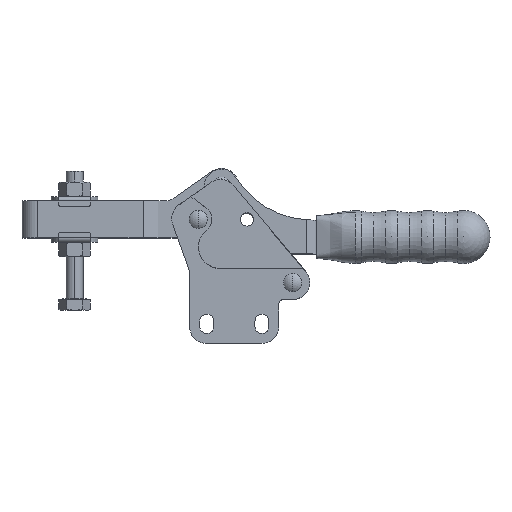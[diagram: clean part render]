
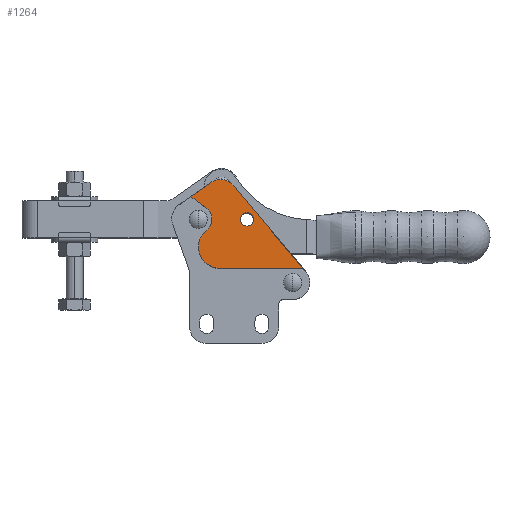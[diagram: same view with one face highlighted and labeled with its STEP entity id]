
A CAD part, top view. The second image highlights one B-rep face of the part: STEP entity #1264.
In plain terms, the highlighted planar face has unit normal (0, 0, 1).
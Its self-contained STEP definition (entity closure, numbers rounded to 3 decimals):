
#465 = EDGE_CURVE ( 'NONE', #6335, #3820, #4126, .T. ) ;
#580 = CARTESIAN_POINT ( 'NONE',  ( 9.912, 75.754, 12. ) ) ;
#635 = CARTESIAN_POINT ( 'NONE',  ( 53.323, 35.397, 12. ) ) ;
#662 = ORIENTED_EDGE ( 'NONE', *, *, #8188, .T. ) ;
#730 = EDGE_CURVE ( 'NONE', #7514, #2317, #8360, .T. ) ;
#1084 = VECTOR ( 'NONE', #4993, 1000. ) ;
#1264 = ADVANCED_FACE ( 'NONE', ( #8005, #13581 ), #7699, .T. ) ;
#1712 = AXIS2_PLACEMENT_3D ( 'NONE', #13583, #13337, #2771 ) ;
#1831 = AXIS2_PLACEMENT_3D ( 'NONE', #4842, #12144, #5892 ) ;
#1909 = AXIS2_PLACEMENT_3D ( 'NONE', #4388, #11686, #5477 ) ;
#1935 = LINE ( 'NONE', #3455, #4384 ) ;
#2066 = AXIS2_PLACEMENT_3D ( 'NONE', #10569, #4233, #12403 ) ;
#2079 = EDGE_CURVE ( 'NONE', #2317, #13400, #13384, .T. ) ;
#2317 = VERTEX_POINT ( 'NONE', #11675 ) ;
#2771 = DIRECTION ( 'NONE',  ( 1., 0., 0. ) ) ;
#2809 = VECTOR ( 'NONE', #4924, 1000. ) ;
#2949 = EDGE_CURVE ( 'NONE', #4533, #7514, #4192, .T. ) ;
#2989 = VERTEX_POINT ( 'NONE', #4908 ) ;
#3141 = AXIS2_PLACEMENT_3D ( 'NONE', #13542, #11086, #4392 ) ;
#3238 = VERTEX_POINT ( 'NONE', #7230 ) ;
#3298 = EDGE_LOOP ( 'NONE', ( #3780, #6384 ) ) ;
#3455 = CARTESIAN_POINT ( 'NONE',  ( 7.917, 63.637, 12. ) ) ;
#3780 = ORIENTED_EDGE ( 'NONE', *, *, #13461, .F. ) ;
#3820 = VERTEX_POINT ( 'NONE', #10857 ) ;
#3927 = ORIENTED_EDGE ( 'NONE', *, *, #13537, .T. ) ;
#4126 = CIRCLE ( 'NONE', #1712, 6.5 ) ;
#4161 = DIRECTION ( 'NONE',  ( 0., 0., 1. ) ) ;
#4192 = LINE ( 'NONE', #635, #12181 ) ;
#4233 = DIRECTION ( 'NONE',  ( 0., 0., 1. ) ) ;
#4384 = VECTOR ( 'NONE', #6625, 1000. ) ;
#4388 = CARTESIAN_POINT ( 'NONE',  ( 14.101, 45.4, 12. ) ) ;
#4392 = DIRECTION ( 'NONE',  ( 1., 0., 0. ) ) ;
#4406 = AXIS2_PLACEMENT_3D ( 'NONE', #10406, #4161, #11453 ) ;
#4533 = VERTEX_POINT ( 'NONE', #7405 ) ;
#4539 = ORIENTED_EDGE ( 'NONE', *, *, #6969, .T. ) ;
#4574 = ORIENTED_EDGE ( 'NONE', *, *, #465, .T. ) ;
#4648 = CIRCLE ( 'NONE', #4406, 3.15 ) ;
#4681 = EDGE_LOOP ( 'NONE', ( #9896, #3927, #662, #4574, #4539, #11650, #5586, #9959 ) ) ;
#4842 = CARTESIAN_POINT ( 'NONE',  ( 14.101, 45.4, 12. ) ) ;
#4898 = DIRECTION ( 'NONE',  ( 0., 0., 1. ) ) ;
#4908 = CARTESIAN_POINT ( 'NONE',  ( 30.15, 58.45, 12. ) ) ;
#4924 = DIRECTION ( 'NONE',  ( -0.643, 0.766, 0. ) ) ;
#4993 = DIRECTION ( 'NONE',  ( -0.819, -0.573, 0. ) ) ;
#5477 = DIRECTION ( 'NONE',  ( 1., 0., 0. ) ) ;
#5586 = ORIENTED_EDGE ( 'NONE', *, *, #2949, .T. ) ;
#5764 = CARTESIAN_POINT ( 'NONE',  ( 0.55, 69.2, 12. ) ) ;
#5892 = DIRECTION ( 'NONE',  ( 1., 0., 0. ) ) ;
#6335 = VERTEX_POINT ( 'NONE', #9786 ) ;
#6384 = ORIENTED_EDGE ( 'NONE', *, *, #10451, .F. ) ;
#6625 = DIRECTION ( 'NONE',  ( 0.798, -0.603, 0. ) ) ;
#6795 = CARTESIAN_POINT ( 'NONE',  ( 53.323, 35.397, 12. ) ) ;
#6954 = LINE ( 'NONE', #7087, #1084 ) ;
#6969 = EDGE_CURVE ( 'NONE', #3820, #11600, #12780, .T. ) ;
#7087 = CARTESIAN_POINT ( 'NONE',  ( 0.55, 69.2, 12. ) ) ;
#7230 = CARTESIAN_POINT ( 'NONE',  ( 23.85, 58.45, 12. ) ) ;
#7405 = CARTESIAN_POINT ( 'NONE',  ( 14.101, 35.397, 12. ) ) ;
#7514 = VERTEX_POINT ( 'NONE', #6795 ) ;
#7699 = PLANE ( 'NONE',  #2066 ) ;
#7863 = CIRCLE ( 'NONE', #1909, 10.003 ) ;
#7970 = AXIS2_PLACEMENT_3D ( 'NONE', #11150, #4898, #12197 ) ;
#8005 = FACE_BOUND ( 'NONE', #3298, .T. ) ;
#8188 = EDGE_CURVE ( 'NONE', #9484, #6335, #1935, .T. ) ;
#8261 = CIRCLE ( 'NONE', #7970, 3.15 ) ;
#8297 = DIRECTION ( 'NONE',  ( 1., 0., 0. ) ) ;
#8360 = LINE ( 'NONE', #9470, #2809 ) ;
#9312 = CARTESIAN_POINT ( 'NONE',  ( 4.099, 45.4, 12. ) ) ;
#9470 = CARTESIAN_POINT ( 'NONE',  ( 20.627, 74.344, 12. ) ) ;
#9484 = VERTEX_POINT ( 'NONE', #5764 ) ;
#9786 = CARTESIAN_POINT ( 'NONE',  ( 7.917, 63.637, 12. ) ) ;
#9896 = ORIENTED_EDGE ( 'NONE', *, *, #2079, .T. ) ;
#9959 = ORIENTED_EDGE ( 'NONE', *, *, #730, .T. ) ;
#10406 = CARTESIAN_POINT ( 'NONE',  ( 27., 58.45, 12. ) ) ;
#10451 = EDGE_CURVE ( 'NONE', #3238, #2989, #4648, .T. ) ;
#10569 = CARTESIAN_POINT ( 'NONE',  ( 14.5, 69.2, 12. ) ) ;
#10857 = CARTESIAN_POINT ( 'NONE',  ( 7.979, 53.31, 12. ) ) ;
#11086 = DIRECTION ( 'NONE',  ( 0., 0., 1. ) ) ;
#11150 = CARTESIAN_POINT ( 'NONE',  ( 27., 58.45, 12. ) ) ;
#11453 = DIRECTION ( 'NONE',  ( 1., 0., 0. ) ) ;
#11600 = VERTEX_POINT ( 'NONE', #9312 ) ;
#11650 = ORIENTED_EDGE ( 'NONE', *, *, #11725, .T. ) ;
#11675 = CARTESIAN_POINT ( 'NONE',  ( 20.627, 74.344, 12. ) ) ;
#11686 = DIRECTION ( 'NONE',  ( 0., 0., 1. ) ) ;
#11725 = EDGE_CURVE ( 'NONE', #11600, #4533, #7863, .T. ) ;
#12144 = DIRECTION ( 'NONE',  ( 0., 0., 1. ) ) ;
#12181 = VECTOR ( 'NONE', #8297, 1000. ) ;
#12197 = DIRECTION ( 'NONE',  ( 1., 0., 0. ) ) ;
#12403 = DIRECTION ( 'NONE',  ( 1., 0., 0. ) ) ;
#12780 = CIRCLE ( 'NONE', #1831, 10.003 ) ;
#13337 = DIRECTION ( 'NONE',  ( 0., 0., -1. ) ) ;
#13384 = CIRCLE ( 'NONE', #3141, 8. ) ;
#13400 = VERTEX_POINT ( 'NONE', #580 ) ;
#13461 = EDGE_CURVE ( 'NONE', #2989, #3238, #8261, .T. ) ;
#13537 = EDGE_CURVE ( 'NONE', #13400, #9484, #6954, .T. ) ;
#13542 = CARTESIAN_POINT ( 'NONE',  ( 14.5, 69.2, 12. ) ) ;
#13581 = FACE_OUTER_BOUND ( 'NONE', #4681, .T. ) ;
#13583 = CARTESIAN_POINT ( 'NONE',  ( 4., 58.45, 12. ) ) ;
